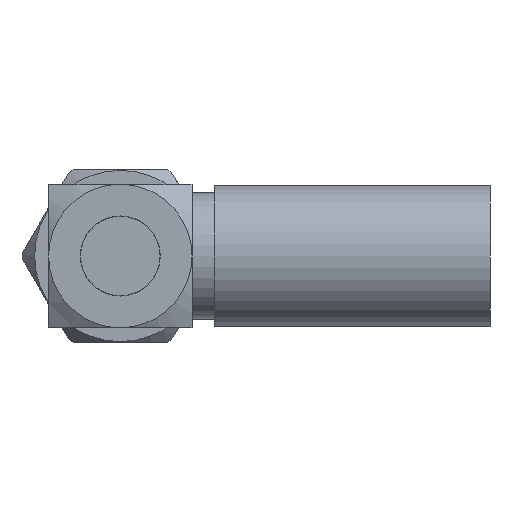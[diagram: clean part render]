
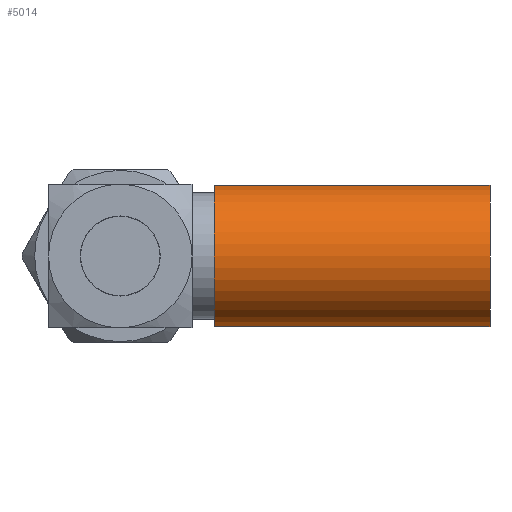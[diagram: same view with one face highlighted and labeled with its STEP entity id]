
A CAD part, front view. The second image highlights one B-rep face of the part: STEP entity #5014.
In plain terms, the highlighted cylindrical face has radius 3.25 mm (diameter 6.5 mm), a full revolution.
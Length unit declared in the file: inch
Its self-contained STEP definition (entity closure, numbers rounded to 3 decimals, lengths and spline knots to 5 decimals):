
#199 = EDGE_CURVE ( 'NONE', #3992, #3992, #4390, .T. ) ;
#294 = DIRECTION ( 'NONE',  ( -1., 0., 0. ) ) ;
#305 = FACE_OUTER_BOUND ( 'NONE', #3372, .T. ) ;
#324 = CARTESIAN_POINT ( 'NONE',  ( 0.17, 0., 0. ) ) ;
#790 = DIRECTION ( 'NONE',  ( 0., 0., 1. ) ) ;
#963 = FACE_OUTER_BOUND ( 'NONE', #2755, .T. ) ;
#1116 = CARTESIAN_POINT ( 'NONE',  ( 0.67, 0., 0. ) ) ;
#1650 = DIRECTION ( 'NONE',  ( 1., 0., 0. ) ) ;
#2755 = EDGE_LOOP ( 'NONE', ( #6013 ) ) ;
#3227 = AXIS2_PLACEMENT_3D ( 'NONE', #1116, #1650, #5916 ) ;
#3372 = EDGE_LOOP ( 'NONE', ( #3834 ) ) ;
#3440 = AXIS2_PLACEMENT_3D ( 'NONE', #324, #3566, #6184 ) ;
#3500 = VERTEX_POINT ( 'NONE', #4543 ) ;
#3566 = DIRECTION ( 'NONE',  ( 1., 0., 0. ) ) ;
#3834 = ORIENTED_EDGE ( 'NONE', *, *, #5345, .F. ) ;
#3992 = VERTEX_POINT ( 'NONE', #6683 ) ;
#4390 = CIRCLE ( 'NONE', #3440, 0.12795 ) ;
#4543 = CARTESIAN_POINT ( 'NONE',  ( 0.67, 0., -0.12795 ) ) ;
#4549 = CYLINDRICAL_SURFACE ( 'NONE', #5148, 0.12795 ) ;
#5014 = ADVANCED_FACE ( 'NONE', ( #305, #963 ), #4549, .T. ) ;
#5040 = CARTESIAN_POINT ( 'NONE',  ( 0.67, 0., 0. ) ) ;
#5148 = AXIS2_PLACEMENT_3D ( 'NONE', #5040, #294, #790 ) ;
#5345 = EDGE_CURVE ( 'NONE', #3500, #3500, #5877, .T. ) ;
#5877 = CIRCLE ( 'NONE', #3227, 0.12795 ) ;
#5916 = DIRECTION ( 'NONE',  ( 0., 0., -1. ) ) ;
#6013 = ORIENTED_EDGE ( 'NONE', *, *, #199, .T. ) ;
#6184 = DIRECTION ( 'NONE',  ( 0., 0., -1. ) ) ;
#6683 = CARTESIAN_POINT ( 'NONE',  ( 0.17, 0., -0.12795 ) ) ;
